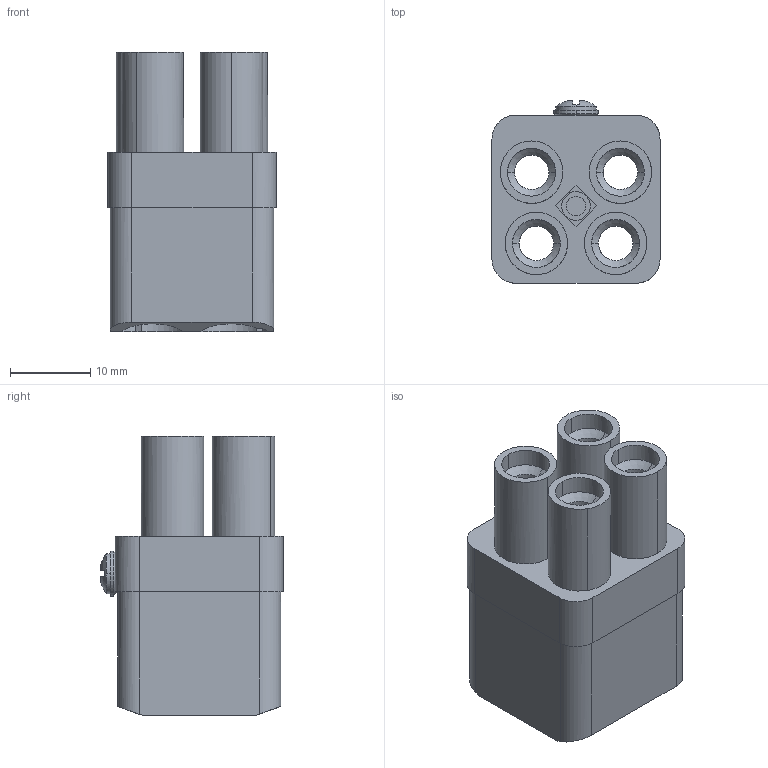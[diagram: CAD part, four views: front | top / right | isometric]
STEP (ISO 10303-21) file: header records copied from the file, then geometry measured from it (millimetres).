
FILE_DESCRIPTION(('CATIA V5 STEP Exchange','CAx-IF Rec.Pracs.--- Model Styling and Organization---1.5--- 2016-08-15','CAx-IF Rec.Pracs.---Supplemental Geometry---1.0---2011-11-01','CAx-IF Rec.Pracs.--- Composite Materials ---1.1---2010-07-15'),'2;1');
FILE_NAME ('2092192-2_1', '2025-09-01T08:07:58+00:00', ('none'), ('Weidmueller'), 'CATIA Version 5-6 Release 2024 SP4', 'CATIA V5 STEP AP214 v3', 'none');
FILE_SCHEMA(('AUTOMOTIVE_DESIGN { 1 0 10303 214 1 1 1 1 }'));
Length unit declared in the file: millimetre
Products named in the file (1): 3103550000
Bounding box: 21 x 22.8 x 34.9 mm (x, y, z)
Volume: 6414.7 mm3; surface area: 7260.5 mm2
Topology: 1 solids, 1 shells, 199 faces, 608 edges, 423 vertices
Faces by surface type: plane 111, cylinder 68, cone 18, sphere 2
Entity records: 7228 total; most frequent: CARTESIAN_POINT 2133, ORIENTED_EDGE 1216, DIRECTION 762, EDGE_CURVE 608, VERTEX_POINT 423, AXIS2_PLACEMENT_3D 324, VECTOR 305, LINE 305
